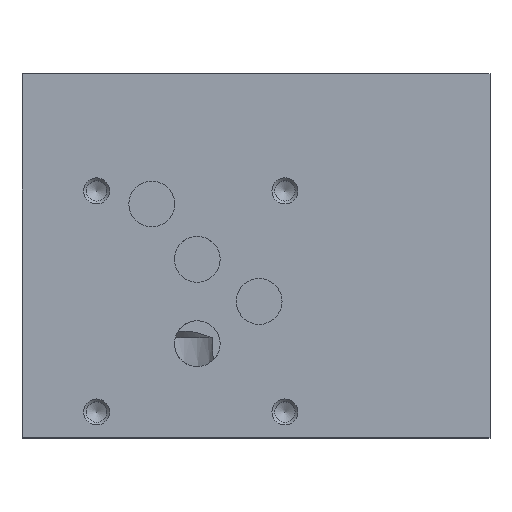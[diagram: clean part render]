
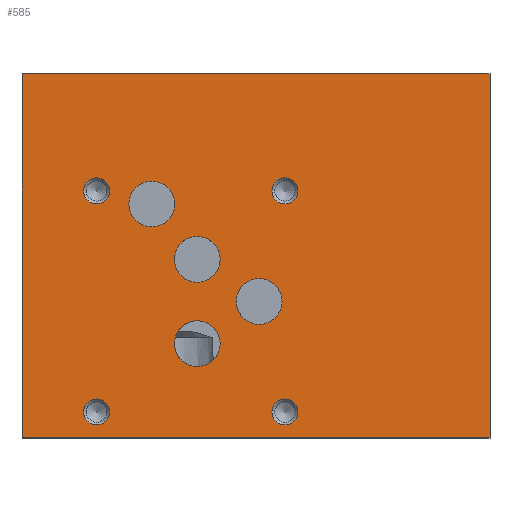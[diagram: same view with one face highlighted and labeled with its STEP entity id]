
A CAD part, top view. The second image highlights one B-rep face of the part: STEP entity #585.
In plain terms, the highlighted planar face has unit normal (0, 0, 1).
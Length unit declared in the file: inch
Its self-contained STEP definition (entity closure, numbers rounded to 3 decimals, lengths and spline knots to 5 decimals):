
#585 = ADVANCED_FACE( '', ( #1308, #1309, #1310, #1311, #1312, #1313, #1314, #1315, #1316 ), #1317, .F. );
#1308 = FACE_BOUND( '', #2125, .T. );
#1309 = FACE_BOUND( '', #2126, .T. );
#1310 = FACE_BOUND( '', #2127, .T. );
#1311 = FACE_BOUND( '', #2128, .T. );
#1312 = FACE_BOUND( '', #2129, .T. );
#1313 = FACE_BOUND( '', #2130, .T. );
#1314 = FACE_BOUND( '', #2131, .T. );
#1315 = FACE_BOUND( '', #2132, .T. );
#1316 = FACE_OUTER_BOUND( '', #2133, .T. );
#1317 = PLANE( '', #2134 );
#2125 = EDGE_LOOP( '', ( #3765 ) );
#2126 = EDGE_LOOP( '', ( #3766 ) );
#2127 = EDGE_LOOP( '', ( #3767 ) );
#2128 = EDGE_LOOP( '', ( #3768 ) );
#2129 = EDGE_LOOP( '', ( #3769 ) );
#2130 = EDGE_LOOP( '', ( #3770 ) );
#2131 = EDGE_LOOP( '', ( #3771 ) );
#2132 = EDGE_LOOP( '', ( #3772 ) );
#2133 = EDGE_LOOP( '', ( #3773, #3774, #3775, #3776 ) );
#2134 = AXIS2_PLACEMENT_3D( '', #3777, #3778, #3779 );
#3765 = ORIENTED_EDGE( '', *, *, #4862, .F. );
#3766 = ORIENTED_EDGE( '', *, *, #4630, .F. );
#3767 = ORIENTED_EDGE( '', *, *, #4678, .F. );
#3768 = ORIENTED_EDGE( '', *, *, #4942, .F. );
#3769 = ORIENTED_EDGE( '', *, *, #5087, .F. );
#3770 = ORIENTED_EDGE( '', *, *, #4461, .F. );
#3771 = ORIENTED_EDGE( '', *, *, #5088, .F. );
#3772 = ORIENTED_EDGE( '', *, *, #4523, .F. );
#3773 = ORIENTED_EDGE( '', *, *, #4972, .T. );
#3774 = ORIENTED_EDGE( '', *, *, #5078, .F. );
#3775 = ORIENTED_EDGE( '', *, *, #4730, .F. );
#3776 = ORIENTED_EDGE( '', *, *, #5089, .T. );
#3777 = CARTESIAN_POINT( '', ( 4.5, 3.5, 3.5 ) );
#3778 = DIRECTION( '', ( 0., 0., -1. ) );
#3779 = DIRECTION( '', ( -1., 0., 0. ) );
#4461 = EDGE_CURVE( '', #5280, #5280, #5281, .T. );
#4523 = EDGE_CURVE( '', #5386, #5386, #5387, .T. );
#4630 = EDGE_CURVE( '', #5568, #5568, #5569, .T. );
#4678 = EDGE_CURVE( '', #5645, #5645, #5646, .T. );
#4730 = EDGE_CURVE( '', #5734, #5736, #5737, .T. );
#4862 = EDGE_CURVE( '', #5933, #5933, #5934, .T. );
#4942 = EDGE_CURVE( '', #6040, #6040, #6041, .T. );
#4972 = EDGE_CURVE( '', #6086, #6088, #6090, .T. );
#5078 = EDGE_CURVE( '', #5736, #6088, #6228, .T. );
#5087 = EDGE_CURVE( '', #6239, #6239, #6240, .T. );
#5088 = EDGE_CURVE( '', #6241, #6241, #6242, .T. );
#5089 = EDGE_CURVE( '', #5734, #6086, #6243, .T. );
#5280 = VERTEX_POINT( '', #6452 );
#5281 = CIRCLE( '', #6453, 0.2205 );
#5386 = VERTEX_POINT( '', #6591 );
#5387 = CIRCLE( '', #6592, 0.2205 );
#5568 = VERTEX_POINT( '', #6831 );
#5569 = CIRCLE( '', #6832, 0.125 );
#5645 = VERTEX_POINT( '', #6933 );
#5646 = CIRCLE( '', #6934, 0.125 );
#5734 = VERTEX_POINT( '', #7055 );
#5736 = VERTEX_POINT( '', #7058 );
#5737 = LINE( '', #7059, #7060 );
#5933 = VERTEX_POINT( '', #7362 );
#5934 = CIRCLE( '', #7363, 0.125 );
#6040 = VERTEX_POINT( '', #7510 );
#6041 = CIRCLE( '', #7511, 0.125 );
#6086 = VERTEX_POINT( '', #7572 );
#6088 = VERTEX_POINT( '', #7575 );
#6090 = LINE( '', #7578, #7579 );
#6228 = LINE( '', #7775, #7776 );
#6239 = VERTEX_POINT( '', #7789 );
#6240 = CIRCLE( '', #7790, 0.2205 );
#6241 = VERTEX_POINT( '', #7791 );
#6242 = CIRCLE( '', #7792, 0.2205 );
#6243 = LINE( '', #7793, #7794 );
#6452 = CARTESIAN_POINT( '', ( 1.9055, 1.715, 3.5 ) );
#6453 = AXIS2_PLACEMENT_3D( '', #8024, #8025, #8026 );
#6591 = CARTESIAN_POINT( '', ( 2.5005, 1.31, 3.5 ) );
#6592 = AXIS2_PLACEMENT_3D( '', #8099, #8100, #8101 );
#6831 = CARTESIAN_POINT( '', ( 0.842, 0.247, 3.5 ) );
#6832 = AXIS2_PLACEMENT_3D( '', #8226, #8227, #8228 );
#6933 = CARTESIAN_POINT( '', ( 2.653, 0.247, 3.5 ) );
#6934 = AXIS2_PLACEMENT_3D( '', #8284, #8285, #8286 );
#7055 = CARTESIAN_POINT( '', ( 4.5, 3.5, 3.5 ) );
#7058 = CARTESIAN_POINT( '', ( 4.5, 0., 3.5 ) );
#7059 = CARTESIAN_POINT( '', ( 4.5, 3.5, 3.5 ) );
#7060 = VECTOR( '', #8345, 39.37008 );
#7362 = CARTESIAN_POINT( '', ( 0.842, 2.373, 3.5 ) );
#7363 = AXIS2_PLACEMENT_3D( '', #8476, #8477, #8478 );
#7510 = CARTESIAN_POINT( '', ( 2.653, 2.373, 3.5 ) );
#7511 = AXIS2_PLACEMENT_3D( '', #8547, #8548, #8549 );
#7572 = CARTESIAN_POINT( '', ( 0., 3.5, 3.5 ) );
#7575 = CARTESIAN_POINT( '', ( 0., 0., 3.5 ) );
#7578 = CARTESIAN_POINT( '', ( 0., 3.5, 3.5 ) );
#7579 = VECTOR( '', #8586, 39.37008 );
#7775 = CARTESIAN_POINT( '', ( 4.5, 0., 3.5 ) );
#7776 = VECTOR( '', #8717, 39.37008 );
#7789 = CARTESIAN_POINT( '', ( 1.9055, 0.904, 3.5 ) );
#7790 = AXIS2_PLACEMENT_3D( '', #8723, #8724, #8725 );
#7791 = CARTESIAN_POINT( '', ( 1.4685, 2.247, 3.5 ) );
#7792 = AXIS2_PLACEMENT_3D( '', #8726, #8727, #8728 );
#7793 = CARTESIAN_POINT( '', ( 4.5, 3.5, 3.5 ) );
#7794 = VECTOR( '', #8729, 39.37008 );
#8024 = CARTESIAN_POINT( '', ( 1.685, 1.715, 3.5 ) );
#8025 = DIRECTION( '', ( 0., 0., 1. ) );
#8026 = DIRECTION( '', ( 1., 0., 0. ) );
#8099 = CARTESIAN_POINT( '', ( 2.28, 1.31, 3.5 ) );
#8100 = DIRECTION( '', ( 0., 0., 1. ) );
#8101 = DIRECTION( '', ( 1., 0., 0. ) );
#8226 = CARTESIAN_POINT( '', ( 0.717, 0.247, 3.5 ) );
#8227 = DIRECTION( '', ( 0., 0., 1. ) );
#8228 = DIRECTION( '', ( 1., 0., 0. ) );
#8284 = CARTESIAN_POINT( '', ( 2.528, 0.247, 3.5 ) );
#8285 = DIRECTION( '', ( 0., 0., 1. ) );
#8286 = DIRECTION( '', ( 1., 0., 0. ) );
#8345 = DIRECTION( '', ( 0., -1., 0. ) );
#8476 = CARTESIAN_POINT( '', ( 0.717, 2.373, 3.5 ) );
#8477 = DIRECTION( '', ( 0., 0., 1. ) );
#8478 = DIRECTION( '', ( 1., 0., 0. ) );
#8547 = CARTESIAN_POINT( '', ( 2.528, 2.373, 3.5 ) );
#8548 = DIRECTION( '', ( 0., 0., 1. ) );
#8549 = DIRECTION( '', ( 1., 0., 0. ) );
#8586 = DIRECTION( '', ( 0., -1., 0. ) );
#8717 = DIRECTION( '', ( -1., 0., 0. ) );
#8723 = CARTESIAN_POINT( '', ( 1.685, 0.904, 3.5 ) );
#8724 = DIRECTION( '', ( 0., 0., 1. ) );
#8725 = DIRECTION( '', ( 1., 0., 0. ) );
#8726 = CARTESIAN_POINT( '', ( 1.248, 2.247, 3.5 ) );
#8727 = DIRECTION( '', ( 0., 0., 1. ) );
#8728 = DIRECTION( '', ( 1., 0., 0. ) );
#8729 = DIRECTION( '', ( -1., 0., 0. ) );
